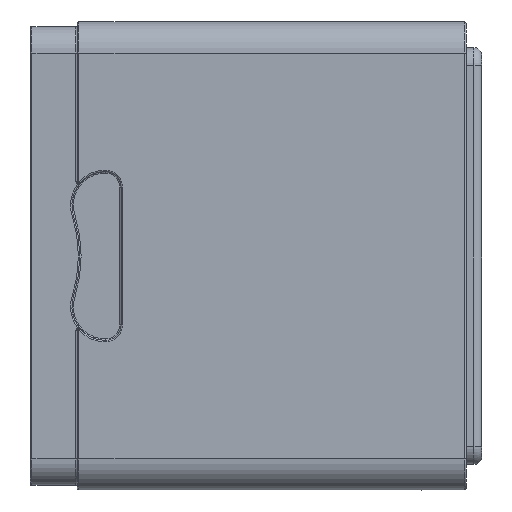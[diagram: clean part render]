
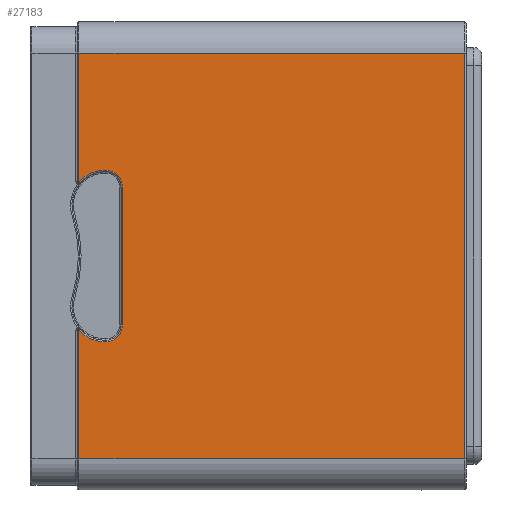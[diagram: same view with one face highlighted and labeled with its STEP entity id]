
A CAD part, left-side view. The second image highlights one B-rep face of the part: STEP entity #27183.
In plain terms, the highlighted planar face has unit normal (-1, 0, 0).
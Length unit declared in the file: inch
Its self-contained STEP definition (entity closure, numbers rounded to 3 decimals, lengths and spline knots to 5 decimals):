
#232=DIRECTION('',(0.,0.,1.));
#233=VECTOR('',#232,13.074);
#234=CARTESIAN_POINT('',(-12.001,0.55,-6.537));
#235=LINE('',#234,#233);
#236=DIRECTION('',(0.,-1.,0.));
#237=VECTOR('',#236,12.421);
#238=CARTESIAN_POINT('',(-12.001,12.971,-6.537));
#239=LINE('',#238,#237);
#240=DIRECTION('',(0.,0.,-1.));
#241=VECTOR('',#240,4.13477);
#242=CARTESIAN_POINT('',(-12.001,12.971,-2.40223));
#243=LINE('',#242,#241);
#244=CARTESIAN_POINT('',(-12.001,12.961,-2.40223));
#245=DIRECTION('',(-1.,0.,0.));
#246=DIRECTION('',(0.,-0.741,0.671));
#247=AXIS2_PLACEMENT_3D('',#244,#245,#246);
#249=CARTESIAN_POINT('',(-12.001,12.116,-1.637));
#250=DIRECTION('',(1.,0.,0.));
#251=DIRECTION('',(0.,0.,-1.));
#252=AXIS2_PLACEMENT_3D('',#249,#250,#251);
#254=CARTESIAN_POINT('',(-12.001,12.116,-2.217));
#255=DIRECTION('',(1.,0.,0.));
#256=DIRECTION('',(0.,-1.,0.));
#257=AXIS2_PLACEMENT_3D('',#254,#255,#256);
#259=DIRECTION('',(0.,0.,-1.));
#260=VECTOR('',#259,4.434);
#261=CARTESIAN_POINT('',(-12.001,11.566,2.217));
#262=LINE('',#261,#260);
#263=CARTESIAN_POINT('',(-12.001,12.116,2.217));
#264=DIRECTION('',(1.,0.,0.));
#265=DIRECTION('',(0.,0.,1.));
#266=AXIS2_PLACEMENT_3D('',#263,#264,#265);
#268=CARTESIAN_POINT('',(-12.001,12.116,1.637));
#269=DIRECTION('',(1.,0.,0.));
#270=DIRECTION('',(0.,0.741,0.671));
#271=AXIS2_PLACEMENT_3D('',#268,#269,#270);
#273=CARTESIAN_POINT('',(-12.001,12.961,2.40223));
#274=DIRECTION('',(-1.,0.,0.));
#275=DIRECTION('',(0.,1.,0.));
#276=AXIS2_PLACEMENT_3D('',#273,#274,#275);
#278=DIRECTION('',(0.,0.,-1.));
#279=VECTOR('',#278,4.13477);
#280=CARTESIAN_POINT('',(-12.001,12.971,6.537));
#281=LINE('',#280,#279);
#282=DIRECTION('',(0.,-1.,0.));
#283=VECTOR('',#282,12.421);
#284=CARTESIAN_POINT('',(-12.001,12.971,6.537));
#285=LINE('',#284,#283);
#20995=CARTESIAN_POINT('',(-12.001,12.971,6.537));
#20996=VERTEX_POINT('',#20995);
#20999=CARTESIAN_POINT('',(-12.001,12.971,-2.40223));
#21000=CARTESIAN_POINT('',(-12.001,12.971,-6.537));
#21001=VERTEX_POINT('',#20999);
#21002=VERTEX_POINT('',#21000);
#21215=CARTESIAN_POINT('',(-12.001,12.971,2.40223));
#21216=VERTEX_POINT('',#21215);
#21217=CARTESIAN_POINT('',(-12.001,12.95359,2.39552));
#21218=VERTEX_POINT('',#21217);
#21219=CARTESIAN_POINT('',(-12.001,12.116,2.767));
#21220=VERTEX_POINT('',#21219);
#21221=CARTESIAN_POINT('',(-12.001,11.566,2.217));
#21222=VERTEX_POINT('',#21221);
#21223=CARTESIAN_POINT('',(-12.001,11.566,-2.217));
#21224=VERTEX_POINT('',#21223);
#21225=CARTESIAN_POINT('',(-12.001,12.116,-2.767));
#21226=VERTEX_POINT('',#21225);
#21227=CARTESIAN_POINT('',(-12.001,12.95359,
-2.39551));
#21228=VERTEX_POINT('',#21227);
#26735=CARTESIAN_POINT('',(-12.001,0.55,6.537));
#26737=VERTEX_POINT('',#26735);
#26763=CARTESIAN_POINT('',(-12.001,0.55,-6.537));
#26764=VERTEX_POINT('',#26763);
#27153=CARTESIAN_POINT('',(-12.001,0.,-7.537));
#27154=DIRECTION('',(-1.,0.,0.));
#27155=DIRECTION('',(0.,0.,1.));
#27156=AXIS2_PLACEMENT_3D('',#27153,#27154,#27155);
#27157=PLANE('',#27156);
#27159=ORIENTED_EDGE('',*,*,#27158,.F.);
#27161=ORIENTED_EDGE('',*,*,#27160,.F.);
#27163=ORIENTED_EDGE('',*,*,#27162,.F.);
#27165=ORIENTED_EDGE('',*,*,#27164,.F.);
#27167=ORIENTED_EDGE('',*,*,#27166,.F.);
#27169=ORIENTED_EDGE('',*,*,#27168,.F.);
#27171=ORIENTED_EDGE('',*,*,#27170,.F.);
#27173=ORIENTED_EDGE('',*,*,#27172,.F.);
#27175=ORIENTED_EDGE('',*,*,#27174,.F.);
#27177=ORIENTED_EDGE('',*,*,#27176,.F.);
#27179=ORIENTED_EDGE('',*,*,#27178,.F.);
#27180=ORIENTED_EDGE('',*,*,#27144,.T.);
#27181=EDGE_LOOP('',(#27159,#27161,#27163,#27165,#27167,#27169,#27171,#27173,
#27175,#27177,#27179,#27180));
#27182=FACE_OUTER_BOUND('',#27181,.F.);
#27183=ADVANCED_FACE('',(#27182),#27157,.T.);
#248=CIRCLE('',#247,0.01);
#253=CIRCLE('',#252,1.13);
#258=CIRCLE('',#257,0.55);
#267=CIRCLE('',#266,0.55);
#272=CIRCLE('',#271,1.13);
#277=CIRCLE('',#276,0.01);
#27144=EDGE_CURVE('',#20996,#26737,#285,.T.);
#27158=EDGE_CURVE('',#26764,#26737,#235,.T.);
#27160=EDGE_CURVE('',#21002,#26764,#239,.T.);
#27162=EDGE_CURVE('',#21001,#21002,#243,.T.);
#27164=EDGE_CURVE('',#21228,#21001,#248,.T.);
#27166=EDGE_CURVE('',#21226,#21228,#253,.T.);
#27168=EDGE_CURVE('',#21224,#21226,#258,.T.);
#27170=EDGE_CURVE('',#21222,#21224,#262,.T.);
#27172=EDGE_CURVE('',#21220,#21222,#267,.T.);
#27174=EDGE_CURVE('',#21218,#21220,#272,.T.);
#27176=EDGE_CURVE('',#21216,#21218,#277,.T.);
#27178=EDGE_CURVE('',#20996,#21216,#281,.T.);
